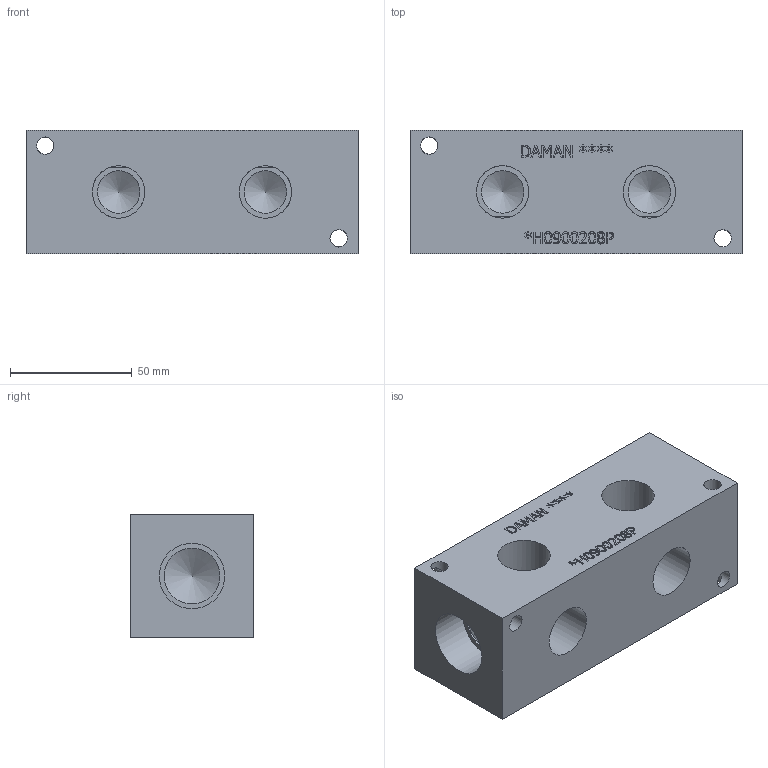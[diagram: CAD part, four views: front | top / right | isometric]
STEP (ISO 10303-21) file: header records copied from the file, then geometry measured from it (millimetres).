
FILE_DESCRIPTION(/* description */ (''),/* implementation_level */ '2;1');
FILE_NAME(/* name */ '_H0900208P.stp',/* time_stamp */ '2022-06-03T11:14:16-04:00',/* author */ ('bobbyh'),/* organization */ (''),/* preprocessor_version */ 'ST-DEVELOPER v18',/* originating_system */ 'Autodesk Inventor 2020',/* authorisation */ '');
FILE_SCHEMA (('AUTOMOTIVE_DESIGN { 1 0 10303 214 3 1 1 }'));
Length unit declared in the file: millimetre
Products named in the file (1): Part_+H0900208P_3D
Bounding box: 136.53 x 50.8 x 50.8 mm (x, y, z)
Volume: 299634.6 mm3; surface area: 44051.1 mm2
Topology: 1 solids, 1 shells, 352 faces, 962 edges, 640 vertices
Faces by surface type: plane 213, bspline 113, cylinder 20, cone 6
Full cylindrical faces by diameter (mm): 7.137 x8, 17.475 x4, 21.59 x4, 23.012 x2, 26.924 x2
Entity records: 11985 total; most frequent: CARTESIAN_POINT 3418, ORIENTED_EDGE 1912, DIRECTION 1274, EDGE_CURVE 956, LINE 666, VECTOR 666, VERTEX_POINT 640, EDGE_LOOP 402
